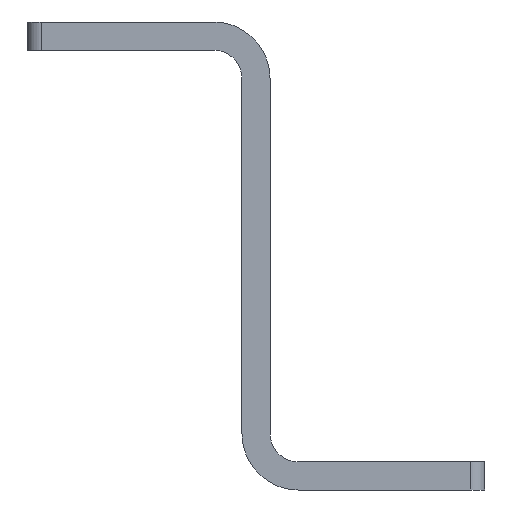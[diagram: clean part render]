
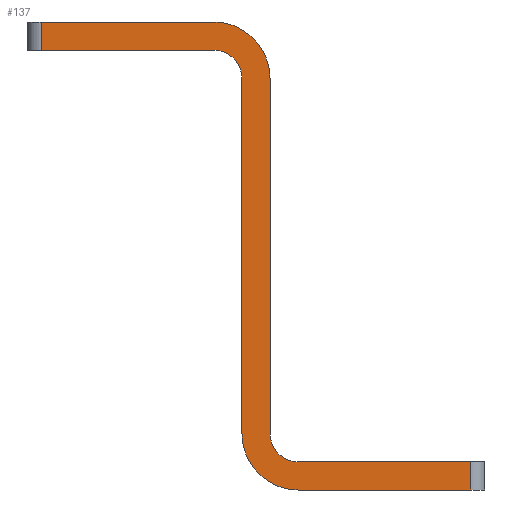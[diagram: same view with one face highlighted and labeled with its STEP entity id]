
A CAD part, left-side view. The second image highlights one B-rep face of the part: STEP entity #137.
In plain terms, the highlighted planar face has unit normal (-1, 0, 0).
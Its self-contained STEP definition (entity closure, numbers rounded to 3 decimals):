
#104=PLANE('',#1195);
#137=ADVANCED_FACE('',(#223),#104,.F.);
#223=FACE_OUTER_BOUND('',#273,.T.);
#273=EDGE_LOOP('',(#584,#585,#586,#587,#588,#589,#590,#591,#592,#593,#594,
#595));
#346=LINE('',#1664,#442);
#349=LINE('',#1670,#445);
#350=LINE('',#1674,#446);
#356=LINE('',#1694,#452);
#361=LINE('',#1706,#457);
#362=LINE('',#1710,#458);
#364=LINE('',#1717,#460);
#365=LINE('',#1719,#461);
#442=VECTOR('',#1321,1.);
#445=VECTOR('',#1328,1.);
#446=VECTOR('',#1333,1.);
#452=VECTOR('',#1351,1.);
#457=VECTOR('',#1360,1.);
#458=VECTOR('',#1365,1.);
#460=VECTOR('',#1373,1.);
#461=VECTOR('',#1376,1.);
#584=ORIENTED_EDGE('',*,*,#966,.F.);
#585=ORIENTED_EDGE('',*,*,#994,.T.);
#586=ORIENTED_EDGE('',*,*,#990,.F.);
#587=ORIENTED_EDGE('',*,*,#950,.T.);
#588=ORIENTED_EDGE('',*,*,#988,.F.);
#589=ORIENTED_EDGE('',*,*,#995,.T.);
#590=ORIENTED_EDGE('',*,*,#982,.F.);
#591=ORIENTED_EDGE('',*,*,#996,.T.);
#592=ORIENTED_EDGE('',*,*,#972,.F.);
#593=ORIENTED_EDGE('',*,*,#958,.T.);
#594=ORIENTED_EDGE('',*,*,#970,.F.);
#595=ORIENTED_EDGE('',*,*,#954,.T.);
#842=VERTEX_POINT('',#1628);
#843=VERTEX_POINT('',#1630);
#846=VERTEX_POINT('',#1637);
#847=VERTEX_POINT('',#1639);
#850=VERTEX_POINT('',#1646);
#851=VERTEX_POINT('',#1648);
#857=VERTEX_POINT('',#1663);
#860=VERTEX_POINT('',#1675);
#867=VERTEX_POINT('',#1693);
#868=VERTEX_POINT('',#1695);
#872=VERTEX_POINT('',#1705);
#874=VERTEX_POINT('',#1711);
#950=EDGE_CURVE('',#843,#842,#1105,.T.);
#954=EDGE_CURVE('',#847,#846,#1107,.T.);
#958=EDGE_CURVE('',#851,#850,#1109,.T.);
#966=EDGE_CURVE('',#857,#846,#346,.T.);
#970=EDGE_CURVE('',#847,#850,#349,.T.);
#972=EDGE_CURVE('',#851,#860,#350,.T.);
#982=EDGE_CURVE('',#867,#868,#356,.T.);
#988=EDGE_CURVE('',#872,#842,#361,.T.);
#990=EDGE_CURVE('',#843,#874,#362,.T.);
#994=EDGE_CURVE('',#857,#874,#364,.T.);
#995=EDGE_CURVE('',#872,#868,#1122,.T.);
#996=EDGE_CURVE('',#867,#860,#365,.T.);
#1105=CIRCLE('',#1166,4.);
#1107=CIRCLE('',#1169,8.);
#1109=CIRCLE('',#1172,4.);
#1122=CIRCLE('',#1194,8.);
#1166=AXIS2_PLACEMENT_3D('',#1629,#1290,#1291);
#1169=AXIS2_PLACEMENT_3D('',#1638,#1298,#1299);
#1172=AXIS2_PLACEMENT_3D('',#1647,#1306,#1307);
#1194=AXIS2_PLACEMENT_3D('',#1718,#1374,#1375);
#1195=AXIS2_PLACEMENT_3D('',#1720,#1377,#1378);
#1290=DIRECTION('',(1.,0.,0.));
#1291=DIRECTION('',(0.,0.,-1.));
#1298=DIRECTION('',(-1.,0.,0.));
#1299=DIRECTION('',(0.,0.,-1.));
#1306=DIRECTION('',(1.,0.,0.));
#1307=DIRECTION('',(0.,0.,-1.));
#1321=DIRECTION('',(0.,1.,0.));
#1328=DIRECTION('',(0.,0.,1.));
#1333=DIRECTION('',(0.,1.,0.));
#1351=DIRECTION('',(0.,-1.,0.));
#1360=DIRECTION('',(0.,0.,-1.));
#1365=DIRECTION('',(0.,-1.,0.));
#1373=DIRECTION('',(0.,0.,1.));
#1374=DIRECTION('',(-1.,0.,0.));
#1375=DIRECTION('',(0.,0.,-1.));
#1376=DIRECTION('',(0.,0.,-1.));
#1377=DIRECTION('',(1.,0.,0.));
#1378=DIRECTION('',(0.,0.,-1.));
#1628=CARTESIAN_POINT('',(-50.,30.5,8.));
#1629=CARTESIAN_POINT('',(-50.,26.5,8.));
#1630=CARTESIAN_POINT('',(-50.,26.5,4.));
#1637=CARTESIAN_POINT('',(-50.,26.5,0.));
#1638=CARTESIAN_POINT('',(-50.,26.5,8.));
#1639=CARTESIAN_POINT('',(-50.,34.5,8.));
#1646=CARTESIAN_POINT('',(-50.,34.5,58.5));
#1647=CARTESIAN_POINT('',(-50.,38.5,58.5));
#1648=CARTESIAN_POINT('',(-50.,38.5,62.5));
#1663=CARTESIAN_POINT('',(-50.,2.,0.));
#1664=CARTESIAN_POINT('',(-50.,0.,0.));
#1670=CARTESIAN_POINT('',(-50.,34.5,0.));
#1674=CARTESIAN_POINT('',(-50.,34.5,62.5));
#1675=CARTESIAN_POINT('',(-50.,63.,62.5));
#1693=CARTESIAN_POINT('',(-50.,63.,66.5));
#1694=CARTESIAN_POINT('',(-50.,65.,66.5));
#1695=CARTESIAN_POINT('',(-50.,38.5,66.5));
#1705=CARTESIAN_POINT('',(-50.,30.5,58.5));
#1706=CARTESIAN_POINT('',(-50.,30.5,66.5));
#1710=CARTESIAN_POINT('',(-50.,30.5,4.));
#1711=CARTESIAN_POINT('',(-50.,2.,4.));
#1717=CARTESIAN_POINT('',(-50.,2.,0.));
#1718=CARTESIAN_POINT('',(-50.,38.5,58.5));
#1719=CARTESIAN_POINT('',(-50.,63.,0.));
#1720=CARTESIAN_POINT('',(-50.,0.,0.));
